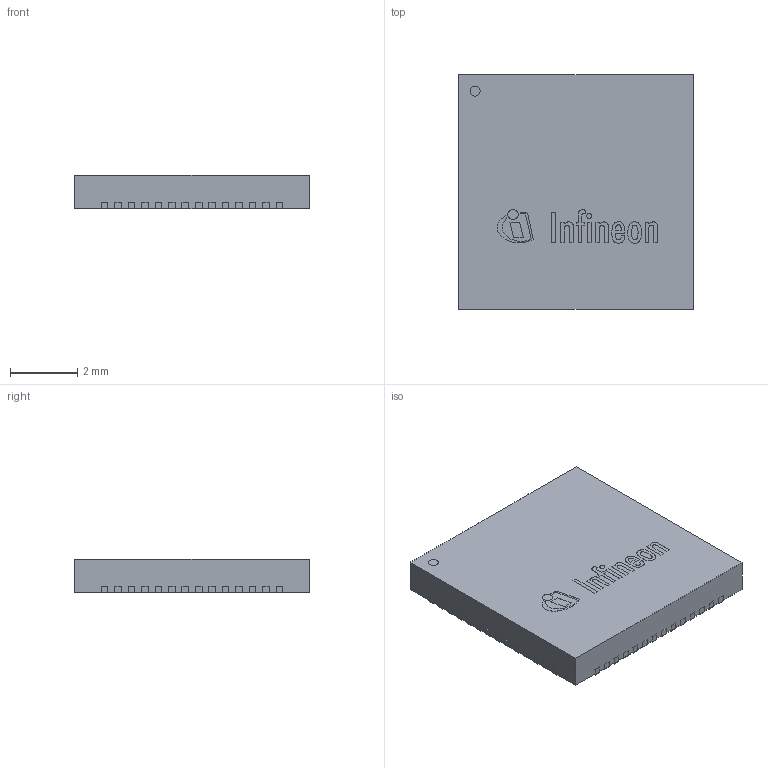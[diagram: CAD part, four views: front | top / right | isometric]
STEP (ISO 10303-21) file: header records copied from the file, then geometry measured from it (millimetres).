
FILE_DESCRIPTION(/* description */ (''),/* implementation_level */ '2;1');
FILE_NAME(/* name */ 'PG-VQFN-56-9_Z8B00210181_V01_3D.stp',/* time_stamp */ '2023-09-19T15:42:00+05:00',/* author */ ('Subramani'),/* organization */ (''),/* preprocessor_version */ 'ST-DEVELOPER v16.13',/* originating_system */ 'AutoCAD Mechanical',/* authorisation */ '');
FILE_SCHEMA (('AUTOMOTIVE_DESIGN { 1 0 10303 214 3 1 1 }'));
Length unit declared in the file: millimetre
Products named in the file (1): Product
Bounding box: 7 x 7 x 1 mm (x, y, z)
Surface area: 215.8 mm2
Topology: 71 solids, 71 shells, 467 faces, 972 edges, 648 vertices
Faces by surface type: plane 384, cylinder 67, bspline 16
Full cylindrical faces by diameter (mm): 0.15 x1, 0.3 x2, 0.305 x1
Entity records: 12509 total; most frequent: CARTESIAN_POINT 2528, DIRECTION 1974, ORIENTED_EDGE 1936, EDGE_CURVE 968, LINE 802, VECTOR 802, VERTEX_POINT 648, AXIS2_PLACEMENT_3D 586
